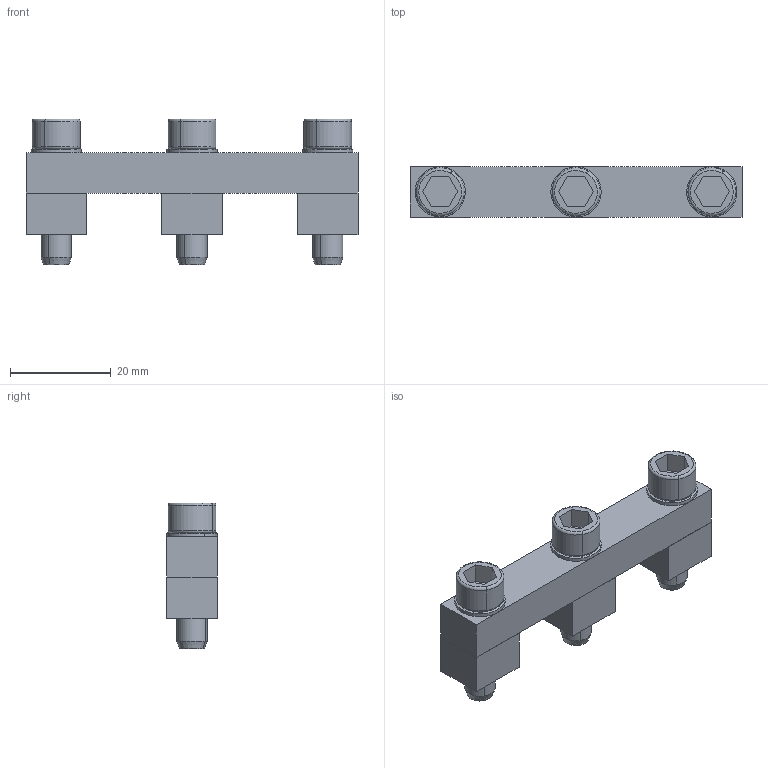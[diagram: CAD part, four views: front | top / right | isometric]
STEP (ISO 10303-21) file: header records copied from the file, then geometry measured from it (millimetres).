
FILE_DESCRIPTION(('CATIA V5R22 STEP214','CAx-IF Rec.Pracs.--- Model Styling and Organization---1.4--- 2014-01-23'),'2;1');
FILE_NAME ('022966-5_1_1826900000_1826900000.stp','2021-12-07T13:33:50+00:00',('none'),('Weidmueller'),'CATIA Version 5-6 Release 2016 SP3 HF44','CATIA V5 STEP AP214','none');
FILE_SCHEMA(('AUTOMOTIVE_DESIGN { 1 0 10303 214 1 1 1 1 }'));
Length unit declared in the file: millimetre
Products named in the file (1): 33963_WQV95N_120N_3_AllCATPart
Bounding box: 66 x 10 x 29 mm (x, y, z)
Volume: 9122.8 mm3; surface area: 7640.8 mm2
Topology: 10 solids, 10 shells, 144 faces, 315 edges, 191 vertices
Faces by surface type: plane 54, cylinder 48, cone 24, torus 18
Entity records: 3615 total; most frequent: ORIENTED_EDGE 630, CARTESIAN_POINT 606, DIRECTION 513, EDGE_CURVE 315, AXIS2_PLACEMENT_3D 241, VERTEX_POINT 191, VECTOR 174, LINE 174
